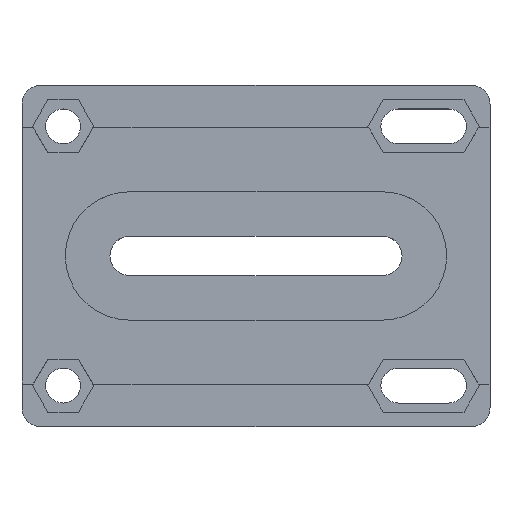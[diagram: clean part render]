
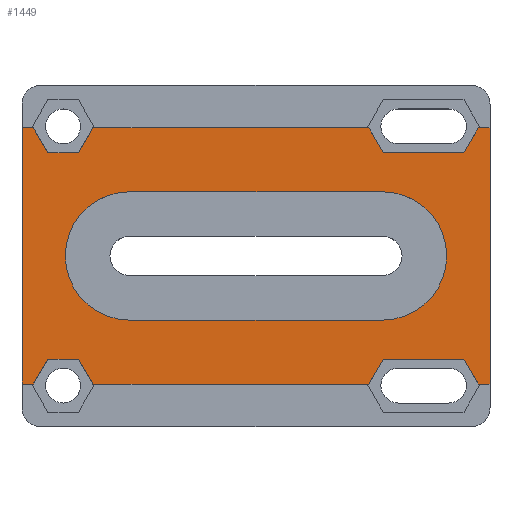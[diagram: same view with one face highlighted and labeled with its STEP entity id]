
A CAD part, top view. The second image highlights one B-rep face of the part: STEP entity #1449.
In plain terms, the highlighted planar face has unit normal (0, 0, 1).
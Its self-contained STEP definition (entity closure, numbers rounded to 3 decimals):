
#36=FACE_BOUND('',#208,.T.);
#60=CIRCLE('',#1537,10.15);
#62=CIRCLE('',#1541,10.15);
#129=FACE_OUTER_BOUND('',#207,.T.);
#207=EDGE_LOOP('',(#1223,#1224,#1225,#1226,#1227,#1228,#1229,#1230,#1231,
#1232,#1233,#1234,#1235,#1236,#1237,#1238,#1239,#1240,#1241,#1242,#1243,
#1244));
#208=EDGE_LOOP('',(#1245,#1246,#1247,#1248));
#244=LINE('',#1988,#420);
#247=LINE('',#1994,#423);
#250=LINE('',#2000,#426);
#253=LINE('',#2006,#429);
#274=LINE('',#2053,#450);
#277=LINE('',#2059,#453);
#280=LINE('',#2065,#456);
#283=LINE('',#2071,#459);
#301=LINE('',#2112,#477);
#304=LINE('',#2118,#480);
#307=LINE('',#2124,#483);
#315=LINE('',#2143,#491);
#317=LINE('',#2147,#493);
#331=LINE('',#2174,#507);
#348=LINE('',#2217,#524);
#349=LINE('',#2220,#525);
#357=LINE('',#2239,#533);
#359=LINE('',#2242,#535);
#374=LINE('',#2286,#550);
#379=LINE('',#2300,#555);
#383=LINE('',#2311,#559);
#384=LINE('',#2313,#560);
#385=LINE('',#2315,#561);
#386=LINE('',#2316,#562);
#420=VECTOR('',#1597,10.);
#423=VECTOR('',#1602,10.);
#426=VECTOR('',#1607,10.);
#429=VECTOR('',#1612,10.);
#450=VECTOR('',#1649,10.);
#453=VECTOR('',#1654,10.);
#456=VECTOR('',#1659,10.);
#459=VECTOR('',#1664,10.);
#477=VECTOR('',#1696,10.);
#480=VECTOR('',#1701,10.);
#483=VECTOR('',#1706,10.);
#491=VECTOR('',#1720,10.);
#493=VECTOR('',#1724,10.);
#507=VECTOR('',#1746,10.);
#524=VECTOR('',#1787,10.);
#525=VECTOR('',#1790,10.);
#533=VECTOR('',#1806,10.);
#535=VECTOR('',#1810,10.);
#550=VECTOR('',#1855,10.);
#555=VECTOR('',#1868,10.);
#559=VECTOR('',#1882,10.);
#560=VECTOR('',#1885,10.);
#561=VECTOR('',#1888,10.);
#562=VECTOR('',#1889,10.);
#592=VERTEX_POINT('',#1985);
#593=VERTEX_POINT('',#1987);
#595=VERTEX_POINT('',#1993);
#597=VERTEX_POINT('',#1999);
#599=VERTEX_POINT('',#2005);
#616=VERTEX_POINT('',#2050);
#617=VERTEX_POINT('',#2052);
#619=VERTEX_POINT('',#2058);
#621=VERTEX_POINT('',#2064);
#623=VERTEX_POINT('',#2070);
#638=VERTEX_POINT('',#2109);
#639=VERTEX_POINT('',#2111);
#641=VERTEX_POINT('',#2117);
#643=VERTEX_POINT('',#2123);
#650=VERTEX_POINT('',#2140);
#651=VERTEX_POINT('',#2142);
#652=VERTEX_POINT('',#2146);
#661=VERTEX_POINT('',#2172);
#675=VERTEX_POINT('',#2215);
#676=VERTEX_POINT('',#2219);
#683=VERTEX_POINT('',#2238);
#696=VERTEX_POINT('',#2284);
#697=VERTEX_POINT('',#2285);
#700=VERTEX_POINT('',#2293);
#702=VERTEX_POINT('',#2299);
#704=VERTEX_POINT('',#2309);
#732=EDGE_CURVE('',#593,#592,#244,.T.);
#735=EDGE_CURVE('',#595,#593,#247,.T.);
#738=EDGE_CURVE('',#597,#595,#250,.T.);
#741=EDGE_CURVE('',#599,#597,#253,.T.);
#764=EDGE_CURVE('',#617,#616,#274,.T.);
#767=EDGE_CURVE('',#619,#617,#277,.T.);
#770=EDGE_CURVE('',#621,#619,#280,.T.);
#773=EDGE_CURVE('',#623,#621,#283,.T.);
#793=EDGE_CURVE('',#639,#638,#301,.T.);
#796=EDGE_CURVE('',#641,#639,#304,.T.);
#799=EDGE_CURVE('',#643,#641,#307,.T.);
#808=EDGE_CURVE('',#651,#650,#315,.T.);
#810=EDGE_CURVE('',#650,#652,#317,.T.);
#824=EDGE_CURVE('',#652,#661,#331,.T.);
#846=EDGE_CURVE('',#638,#675,#348,.T.);
#847=EDGE_CURVE('',#676,#599,#349,.T.);
#857=EDGE_CURVE('',#683,#651,#357,.T.);
#859=EDGE_CURVE('',#661,#623,#359,.T.);
#880=EDGE_CURVE('',#696,#697,#374,.T.);
#884=EDGE_CURVE('',#700,#696,#60,.T.);
#887=EDGE_CURVE('',#702,#700,#379,.T.);
#890=EDGE_CURVE('',#697,#702,#62,.T.);
#893=EDGE_CURVE('',#616,#704,#383,.T.);
#894=EDGE_CURVE('',#592,#643,#384,.T.);
#895=EDGE_CURVE('',#675,#683,#385,.T.);
#896=EDGE_CURVE('',#704,#676,#386,.T.);
#1223=ORIENTED_EDGE('',*,*,#732,.T.);
#1224=ORIENTED_EDGE('',*,*,#894,.T.);
#1225=ORIENTED_EDGE('',*,*,#799,.T.);
#1226=ORIENTED_EDGE('',*,*,#796,.T.);
#1227=ORIENTED_EDGE('',*,*,#793,.T.);
#1228=ORIENTED_EDGE('',*,*,#846,.T.);
#1229=ORIENTED_EDGE('',*,*,#895,.T.);
#1230=ORIENTED_EDGE('',*,*,#857,.T.);
#1231=ORIENTED_EDGE('',*,*,#808,.T.);
#1232=ORIENTED_EDGE('',*,*,#810,.T.);
#1233=ORIENTED_EDGE('',*,*,#824,.T.);
#1234=ORIENTED_EDGE('',*,*,#859,.T.);
#1235=ORIENTED_EDGE('',*,*,#773,.T.);
#1236=ORIENTED_EDGE('',*,*,#770,.T.);
#1237=ORIENTED_EDGE('',*,*,#767,.T.);
#1238=ORIENTED_EDGE('',*,*,#764,.T.);
#1239=ORIENTED_EDGE('',*,*,#893,.T.);
#1240=ORIENTED_EDGE('',*,*,#896,.T.);
#1241=ORIENTED_EDGE('',*,*,#847,.T.);
#1242=ORIENTED_EDGE('',*,*,#741,.T.);
#1243=ORIENTED_EDGE('',*,*,#738,.T.);
#1244=ORIENTED_EDGE('',*,*,#735,.T.);
#1245=ORIENTED_EDGE('',*,*,#880,.T.);
#1246=ORIENTED_EDGE('',*,*,#890,.T.);
#1247=ORIENTED_EDGE('',*,*,#887,.T.);
#1248=ORIENTED_EDGE('',*,*,#884,.T.);
#1384=PLANE('',#1546);
#1449=ADVANCED_FACE('',(#129,#36),#1384,.T.);
#1537=AXIS2_PLACEMENT_3D('',#2294,#1861,#1862);
#1541=AXIS2_PLACEMENT_3D('',#2305,#1873,#1874);
#1546=AXIS2_PLACEMENT_3D('',#2314,#1886,#1887);
#1597=DIRECTION('',(-0.5,0.866,0.));
#1602=DIRECTION('',(-1.,0.002,0.));
#1607=DIRECTION('',(-1.,0.,0.));
#1612=DIRECTION('',(-0.5,-0.866,0.));
#1649=DIRECTION('',(0.5,-0.866,0.));
#1654=DIRECTION('',(1.,0.,0.));
#1659=DIRECTION('',(1.,0.002,0.));
#1664=DIRECTION('',(0.5,0.866,0.));
#1696=DIRECTION('',(-0.5,0.866,0.));
#1701=DIRECTION('',(-1.,0.,0.));
#1706=DIRECTION('',(-0.5,-0.866,0.));
#1720=DIRECTION('',(0.5,0.866,0.));
#1724=DIRECTION('',(1.,0.,0.));
#1746=DIRECTION('',(0.5,-0.866,0.));
#1787=DIRECTION('',(-1.,0.,0.));
#1790=DIRECTION('',(-1.,0.,0.));
#1806=DIRECTION('',(1.,0.,0.));
#1810=DIRECTION('',(1.,0.,0.));
#1855=DIRECTION('',(-1.,0.,0.));
#1861=DIRECTION('center_axis',(0.,0.,-1.));
#1862=DIRECTION('ref_axis',(0.,-1.,0.));
#1868=DIRECTION('',(1.,0.,0.));
#1873=DIRECTION('center_axis',(0.,0.,-1.));
#1874=DIRECTION('ref_axis',(0.,1.,0.));
#1882=DIRECTION('',(1.,0.,0.));
#1885=DIRECTION('',(-1.,0.,0.));
#1886=DIRECTION('center_axis',(0.,0.,1.));
#1887=DIRECTION('ref_axis',(1.,0.,0.));
#1888=DIRECTION('',(0.,-1.,0.));
#1889=DIRECTION('',(0.,1.,0.));
#1985=CARTESIAN_POINT('',(17.839,20.25,2.));
#1987=CARTESIAN_POINT('',(20.114,16.312,2.));
#1988=CARTESIAN_POINT('',(21.131,14.551,2.));
#1993=CARTESIAN_POINT('',(24.895,16.302,2.));
#1994=CARTESIAN_POINT('',(12.463,16.327,2.));
#1999=CARTESIAN_POINT('',(32.884,16.303,2.));
#2000=CARTESIAN_POINT('',(16.441,16.302,2.));
#2005=CARTESIAN_POINT('',(35.164,20.25,2.));
#2006=CARTESIAN_POINT('',(26.45,5.168,2.));
#2050=CARTESIAN_POINT('',(35.164,-20.25,2.));
#2052=CARTESIAN_POINT('',(32.884,-16.303,2.));
#2053=CARTESIAN_POINT('',(25.238,-3.069,2.));
#2058=CARTESIAN_POINT('',(24.895,-16.302,2.));
#2059=CARTESIAN_POINT('',(12.447,-16.301,2.));
#2064=CARTESIAN_POINT('',(20.114,-16.312,2.));
#2065=CARTESIAN_POINT('',(10.073,-16.332,2.));
#2070=CARTESIAN_POINT('',(17.839,-20.25,2.));
#2071=CARTESIAN_POINT('',(19.921,-16.645,2.));
#2109=CARTESIAN_POINT('',(-35.205,20.25,2.));
#2111=CARTESIAN_POINT('',(-32.925,16.3,2.));
#2112=CARTESIAN_POINT('',(-25.28,3.059,2.));
#2117=CARTESIAN_POINT('',(-28.075,16.3,2.));
#2118=CARTESIAN_POINT('',(-14.038,16.3,2.));
#2123=CARTESIAN_POINT('',(-25.795,20.25,2.));
#2124=CARTESIAN_POINT('',(-26.882,18.366,2.));
#2140=CARTESIAN_POINT('',(-32.925,-16.3,2.));
#2142=CARTESIAN_POINT('',(-35.205,-20.25,2.));
#2143=CARTESIAN_POINT('',(-26.493,-5.159,2.));
#2146=CARTESIAN_POINT('',(-28.075,-16.3,2.));
#2147=CARTESIAN_POINT('',(-16.462,-16.3,2.));
#2172=CARTESIAN_POINT('',(-25.795,-20.25,2.));
#2174=CARTESIAN_POINT('',(-28.095,-16.266,2.));
#2215=CARTESIAN_POINT('',(-37.,20.25,2.));
#2217=CARTESIAN_POINT('',(37.,20.25,2.));
#2219=CARTESIAN_POINT('',(37.,20.25,2.));
#2220=CARTESIAN_POINT('',(37.,20.25,2.));
#2238=CARTESIAN_POINT('',(-37.,-20.25,2.));
#2239=CARTESIAN_POINT('',(-37.,-20.25,2.));
#2242=CARTESIAN_POINT('',(-37.,-20.25,2.));
#2284=CARTESIAN_POINT('',(20.,-10.15,2.));
#2285=CARTESIAN_POINT('',(-20.,-10.15,2.));
#2286=CARTESIAN_POINT('',(10.,-10.15,2.));
#2293=CARTESIAN_POINT('',(20.,10.15,2.));
#2294=CARTESIAN_POINT('Origin',(20.,0.,2.));
#2299=CARTESIAN_POINT('',(-20.,10.15,2.));
#2300=CARTESIAN_POINT('',(-10.,10.15,2.));
#2305=CARTESIAN_POINT('Origin',(-20.,0.,2.));
#2309=CARTESIAN_POINT('',(37.,-20.25,2.));
#2311=CARTESIAN_POINT('',(-37.,-20.25,2.));
#2313=CARTESIAN_POINT('',(37.,20.25,2.));
#2314=CARTESIAN_POINT('Origin',(0.,0.,2.));
#2315=CARTESIAN_POINT('',(-37.,20.25,2.));
#2316=CARTESIAN_POINT('',(37.,-20.25,2.));
